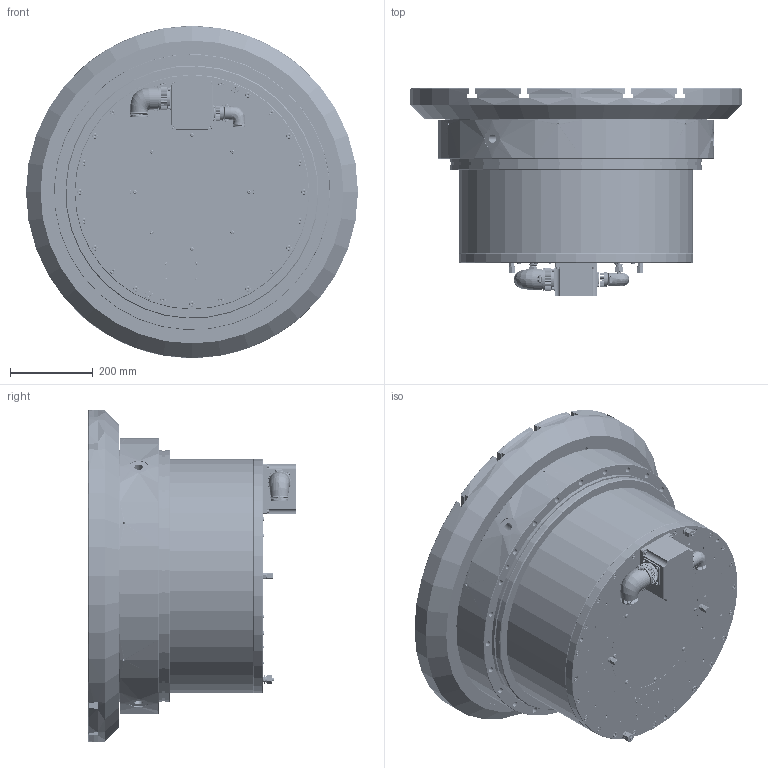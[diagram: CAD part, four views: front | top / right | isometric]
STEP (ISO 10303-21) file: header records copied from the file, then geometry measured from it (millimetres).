
FILE_DESCRIPTION(/* description */ (''),/* implementation_level */ '2;1');
FILE_NAME(/* name */ 'AS00615A_RCH-800_承認圖_A3.stp',/* time_stamp */ '2022-04-19T08:57:11+08:00',/* author */ ('maorenhuang'),/* organization */ (''),/* preprocessor_version */ 'ST-DEVELOPER v18',/* originating_system */ 'Autodesk Inventor 2020',/* authorisation */ '');
FILE_SCHEMA (('AUTOMOTIVE_DESIGN { 1 0 10303 214 3 1 1 }'));
Length unit declared in the file: millimetre
Products named in the file (1): AS00615A_RCH-800_承認圖_A3_Shrinkwrap_1
Bounding box: 800 x 501 x 800 mm (x, y, z)
Volume: 191.5 mm3; surface area: 2594780.1 mm2
Topology: 3 solids, 215 shells, 5179 faces, 21743 edges, 16274 vertices
Faces by surface type: plane 3053, cylinder 1621, bspline 228, cone 181, torus 88, sphere 8
Full cylindrical faces by diameter (mm): 3.234 x4, 4.14 x2, 5.5 x4, 5.7 x4, 6 x6, 7 x8, 7.2 x4, 7.6 x2, 8 x6, 8.5 x4, 9 x4, 9.5 x8, 10 x4, 10.106 x3, 12 x7, 13 x19, 14 x95, 15 x2, 17.294 x2, 20 x42, 20.752 x3, 23.8 x1, 25 x6, 27.9 x2, 28.55 x1, 28.8 x3, 29 x3, 30 x6, 31.8 x1, 32.54 x1
Entity records: 272186 total; most frequent: CARTESIAN_POINT 93661, DIRECTION 35779, ORIENTED_EDGE 34007, EDGE_CURVE 21694, VERTEX_POINT 16274, LINE 12757, VECTOR 12757, AXIS2_PLACEMENT_3D 11511
